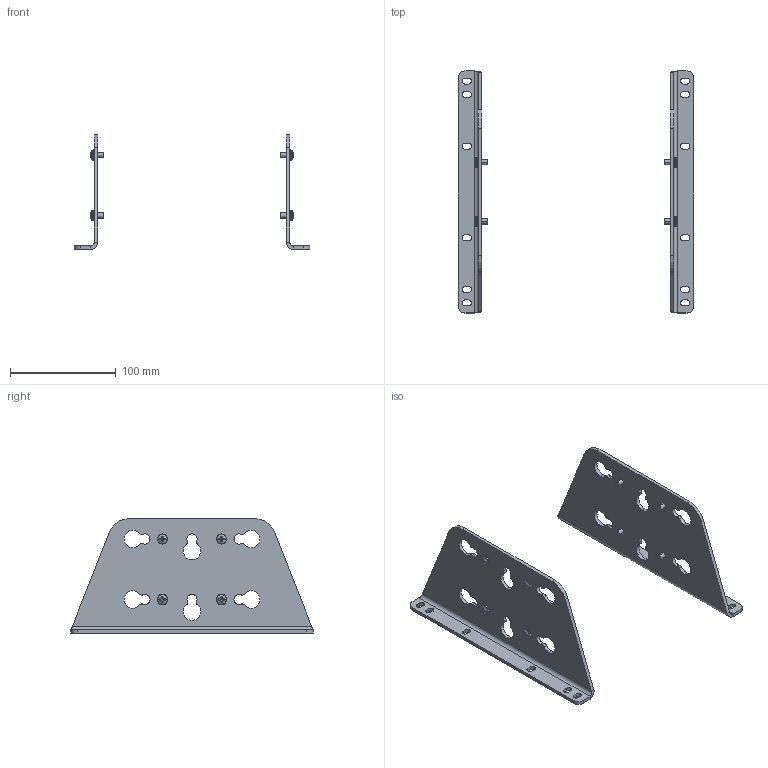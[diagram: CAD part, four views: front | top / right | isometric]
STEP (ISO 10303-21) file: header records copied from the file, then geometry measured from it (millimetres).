
FILE_DESCRIPTION (( 'STEP AP214' ), '1' );
FILE_NAME ('VSMK-2 Flat.STEP', '2024-01-30T23:00:53', ( '' ), ( '' ), 'SwSTEP 2.0', 'SolidWorks 2024', '' );
FILE_SCHEMA (( 'AUTOMOTIVE_DESIGN' ));
Length unit declared in the file: inch
Products named in the file (4): 305-105034.50; pan cross head_ai_CR-PHMS 0.19-32x0.375x0.375-N; VSMK-2 Flat; external tooth lock washer_ai_ASME B18.21.1 - 0.195
Assembly tree (18 placements, depth 2):
  VSMK-2 Flat
    305-105034.50  x2
    pan cross head_ai_CR-PHMS 0.19-32x0.375x0.375-N  x8
    external tooth lock washer_ai_ASME B18.21.1 - 0.195  x8
Bounding box: 222.43 x 228.6 x 107.95 mm (x, y, z)
Volume: 147134.2 mm3; surface area: 100414.2 mm2
Topology: 18 solids, 18 shells, 876 faces, 2400 edges, 1568 vertices
Faces by surface type: cylinder 436, plane 404, torus 16, sphere 16, bspline 4
Entity records: 6522 total; most frequent: CARTESIAN_POINT 1216, DIRECTION 1169, ORIENTED_EDGE 1038, EDGE_CURVE 519, AXIS2_PLACEMENT_3D 449, VERTEX_POINT 340, LINE 271, VECTOR 271
